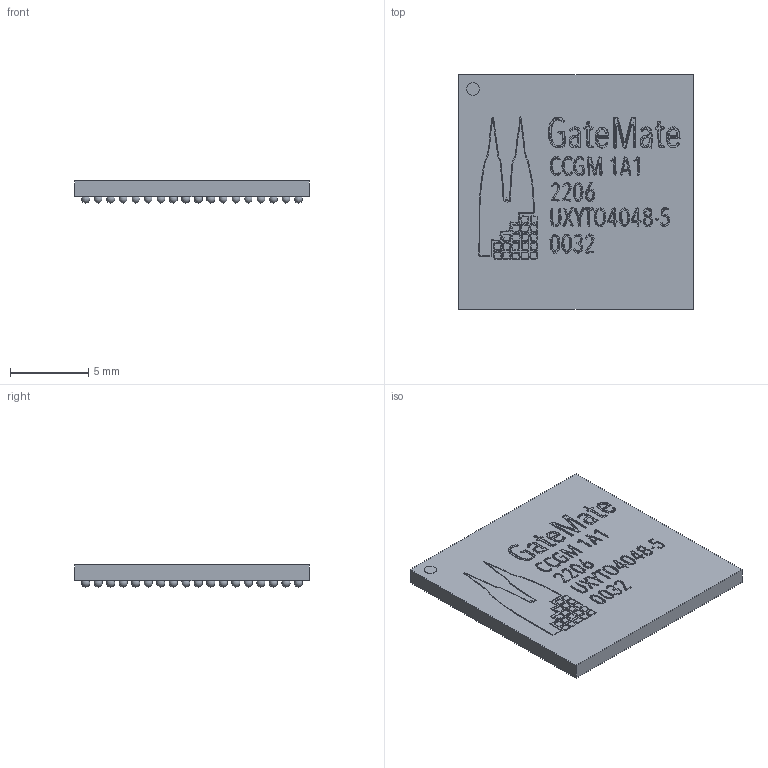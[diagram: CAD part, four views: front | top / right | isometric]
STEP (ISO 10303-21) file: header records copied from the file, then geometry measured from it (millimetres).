
FILE_DESCRIPTION(/* description */ ('model of BGA-324_15.0x15.0mm_Layout18x18_P0.8mm_Ball0.5mm_Pad0.4mm_NSMD','CAx-IF Rec.Pracs.---Representation and Presentation of Product Manufacturing Information (PMI)---4.0---2014-10-13'),/* implementation_level */ '2;1');
FILE_NAME(/* name */ 'BGA-324_15.0x15.0mm_Layout18x18_P0.8mm_Ball0.5mm_Pad0.4mm_NSMD v2.step',/* time_stamp */ '2024-11-25T11:28:15+01:00',/* author */ (''),/* organization */ (''),/* preprocessor_version */ 'ST-DEVELOPER v20',/* originating_system */ 'Autodesk Translation Framework v13.20.0.188',/* authorisation */ '');
FILE_SCHEMA (('AP242_MANAGED_MODEL_BASED_3D_ENGINEERING_MIM_LF { 1 0 10303 442 1 1 4 }'));
Products named in the file (1): BGA_324_150x150mm_Layout18x18_P08mm_Ball05mm_Pad04mm_NSMD
Bounding box: 15 x 15 x 1.41 mm (x, y, z)
Volume: 228.9 mm3; surface area: 569.7 mm2
Topology: 2 solids, 2 shells, 2732 faces, 7786 edges, 5190 vertices
Faces by surface type: plane 2663, sphere 68, cylinder 1
Full cylindrical faces by diameter (mm): 0.8 x1
Entity records: 86960 total; most frequent: CARTESIAN_POINT 15641, ORIENTED_EDGE 15436, DIRECTION 13322, EDGE_CURVE 7718, LINE 7580, VECTOR 7580, VERTEX_POINT 5190, EDGE_LOOP 2934
